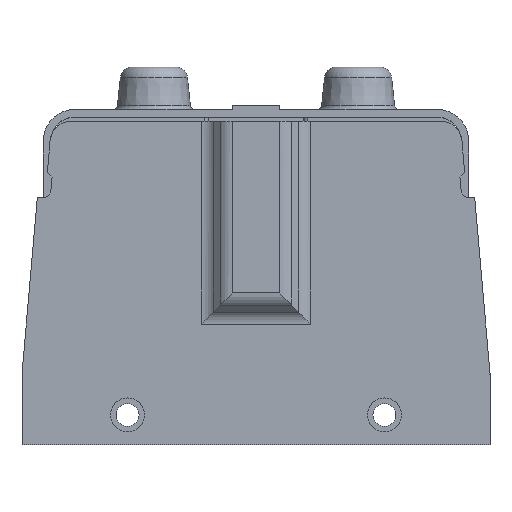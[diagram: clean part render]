
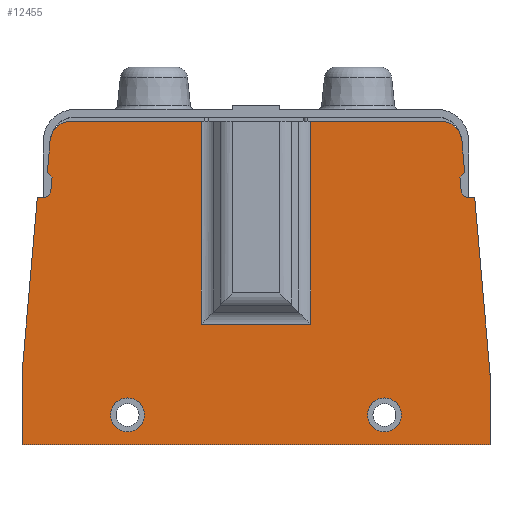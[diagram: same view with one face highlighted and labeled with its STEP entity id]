
A CAD part, top view. The second image highlights one B-rep face of the part: STEP entity #12455.
In plain terms, the highlighted planar face has unit normal (0, 0, 1).
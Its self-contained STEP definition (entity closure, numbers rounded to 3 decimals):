
#1766=DIRECTION('',(-1.,0.,0.));
#1767=VECTOR('',#1766,1.197);
#1768=CARTESIAN_POINT('',(51.4,20.,21.));
#1769=LINE('',#1768,#1767);
#1778=CARTESIAN_POINT('',(43.419,33.,21.));
#1779=DIRECTION('',(0.,0.,-1.));
#1780=DIRECTION('',(0.,1.,0.));
#1781=AXIS2_PLACEMENT_3D('',#1778,#1779,#1780);
#1783=DIRECTION('',(0.087,-0.996,0.));
#1784=VECTOR('',#1783,7.464);
#1785=CARTESIAN_POINT('',(48.4,33.436,21.));
#1786=LINE('',#1785,#1784);
#1787=DIRECTION('',(-0.707,-0.707,0.));
#1788=VECTOR('',#1787,1.566);
#1789=CARTESIAN_POINT('',(49.05,26.,21.));
#1790=LINE('',#1789,#1788);
#1791=DIRECTION('',(0.087,-0.996,0.));
#1792=VECTOR('',#1791,3.078);
#1793=CARTESIAN_POINT('',(47.942,24.892,21.));
#1794=LINE('',#1793,#1792);
#1795=CARTESIAN_POINT('',(50.203,22.,21.));
#1796=DIRECTION('',(0.,0.,1.));
#1797=DIRECTION('',(-0.996,-0.087,0.));
#1798=AXIS2_PLACEMENT_3D('',#1795,#1796,#1797);
#1800=DIRECTION('',(0.087,-0.996,0.));
#1801=VECTOR('',#1800,41.306);
#1802=CARTESIAN_POINT('',(51.4,20.,21.));
#1803=LINE('',#1802,#1801);
#1804=DIRECTION('',(0.087,0.996,0.));
#1805=VECTOR('',#1804,41.306);
#1806=CARTESIAN_POINT('',(-55.,-21.148,21.));
#1807=LINE('',#1806,#1805);
#1808=CARTESIAN_POINT('',(-50.203,22.,21.));
#1809=DIRECTION('',(0.,0.,1.));
#1810=DIRECTION('',(0.,-1.,0.));
#1811=AXIS2_PLACEMENT_3D('',#1808,#1809,#1810);
#1813=DIRECTION('',(0.087,0.996,0.));
#1814=VECTOR('',#1813,3.078);
#1815=CARTESIAN_POINT('',(-48.211,21.826,21.));
#1816=LINE('',#1815,#1814);
#1817=DIRECTION('',(-0.707,0.707,0.));
#1818=VECTOR('',#1817,1.566);
#1819=CARTESIAN_POINT('',(-47.942,24.892,21.));
#1820=LINE('',#1819,#1818);
#1821=DIRECTION('',(0.087,0.996,0.));
#1822=VECTOR('',#1821,7.464);
#1823=CARTESIAN_POINT('',(-49.05,26.,21.));
#1824=LINE('',#1823,#1822);
#1825=CARTESIAN_POINT('',(-43.419,33.,21.));
#1826=DIRECTION('',(0.,0.,-1.));
#1827=DIRECTION('',(-0.996,0.087,0.));
#1828=AXIS2_PLACEMENT_3D('',#1825,#1826,#1827);
#1830=CARTESIAN_POINT('',(30.2,-31.,21.));
#1831=DIRECTION('',(0.,0.,1.));
#1832=DIRECTION('',(-1.,0.,0.));
#1833=AXIS2_PLACEMENT_3D('',#1830,#1831,#1832);
#1835=CARTESIAN_POINT('',(30.2,-31.,21.));
#1836=DIRECTION('',(0.,0.,1.));
#1837=DIRECTION('',(1.,0.,0.));
#1838=AXIS2_PLACEMENT_3D('',#1835,#1836,#1837);
#1840=CARTESIAN_POINT('',(-30.2,-31.,21.));
#1841=DIRECTION('',(0.,0.,1.));
#1842=DIRECTION('',(-1.,0.,0.));
#1843=AXIS2_PLACEMENT_3D('',#1840,#1841,#1842);
#1845=CARTESIAN_POINT('',(-30.2,-31.,21.));
#1846=DIRECTION('',(0.,0.,1.));
#1847=DIRECTION('',(1.,0.,0.));
#1848=AXIS2_PLACEMENT_3D('',#1845,#1846,#1847);
#1857=DIRECTION('',(0.,1.,0.));
#1858=VECTOR('',#1857,47.657);
#1859=CARTESIAN_POINT('',(-12.857,-9.657,21.));
#1860=LINE('',#1859,#1858);
#1868=DIRECTION('',(-1.,0.,0.));
#1869=VECTOR('',#1868,25.714);
#1870=CARTESIAN_POINT('',(12.857,-9.657,21.));
#1871=LINE('',#1870,#1869);
#1872=DIRECTION('',(0.,-1.,0.));
#1873=VECTOR('',#1872,47.657);
#1874=CARTESIAN_POINT('',(12.857,38.,21.));
#1875=LINE('',#1874,#1873);
#1968=DIRECTION('',(-1.,0.,0.));
#1969=VECTOR('',#1968,30.562);
#1970=CARTESIAN_POINT('',(43.419,38.,21.));
#1971=LINE('',#1970,#1969);
#2000=DIRECTION('',(-1.,0.,0.));
#2001=VECTOR('',#2000,30.562);
#2002=CARTESIAN_POINT('',(-12.857,38.,21.));
#2003=LINE('',#2002,#2001);
#2639=DIRECTION('',(1.,0.,0.));
#2640=VECTOR('',#2639,110.);
#2641=CARTESIAN_POINT('',(-55.,-38.,21.));
#2642=LINE('',#2641,#2640);
#2730=DIRECTION('',(0.,-1.,0.));
#2731=VECTOR('',#2730,16.852);
#2732=CARTESIAN_POINT('',(-55.,-21.148,21.));
#2733=LINE('',#2732,#2731);
#2754=DIRECTION('',(-1.,0.,0.));
#2755=VECTOR('',#2754,1.197);
#2756=CARTESIAN_POINT('',(-50.203,20.,21.));
#2757=LINE('',#2756,#2755);
#3170=DIRECTION('',(0.,1.,0.));
#3171=VECTOR('',#3170,16.852);
#3172=CARTESIAN_POINT('',(55.,-38.,21.));
#3173=LINE('',#3172,#3171);
#8087=CARTESIAN_POINT('',(-34.2,-31.,21.));
#8088=CARTESIAN_POINT('',(-26.2,-31.,21.));
#8089=VERTEX_POINT('',#8087);
#8090=VERTEX_POINT('',#8088);
#8091=CARTESIAN_POINT('',(26.2,-31.,21.));
#8092=CARTESIAN_POINT('',(34.2,-31.,21.));
#8093=VERTEX_POINT('',#8091);
#8094=VERTEX_POINT('',#8092);
#8095=CARTESIAN_POINT('',(-12.857,-9.657,21.));
#8096=CARTESIAN_POINT('',(-12.857,38.,21.));
#8097=VERTEX_POINT('',#8095);
#8098=VERTEX_POINT('',#8096);
#8099=CARTESIAN_POINT('',(12.857,-9.657,21.));
#8100=VERTEX_POINT('',#8099);
#8101=CARTESIAN_POINT('',(12.857,38.,21.));
#8102=VERTEX_POINT('',#8101);
#8103=CARTESIAN_POINT('',(43.419,38.,21.));
#8104=VERTEX_POINT('',#8103);
#8105=CARTESIAN_POINT('',(48.4,33.436,21.));
#8106=VERTEX_POINT('',#8105);
#8107=CARTESIAN_POINT('',(49.05,26.,21.));
#8108=VERTEX_POINT('',#8107);
#8109=CARTESIAN_POINT('',(47.942,24.892,21.));
#8110=VERTEX_POINT('',#8109);
#8111=CARTESIAN_POINT('',(48.211,21.826,21.));
#8112=VERTEX_POINT('',#8111);
#8113=CARTESIAN_POINT('',(50.203,20.,21.));
#8114=VERTEX_POINT('',#8113);
#8115=CARTESIAN_POINT('',(51.4,20.,21.));
#8116=VERTEX_POINT('',#8115);
#8117=CARTESIAN_POINT('',(55.,-21.148,21.));
#8118=VERTEX_POINT('',#8117);
#8119=CARTESIAN_POINT('',(55.,-38.,21.));
#8120=VERTEX_POINT('',#8119);
#8121=CARTESIAN_POINT('',(-55.,-38.,21.));
#8122=VERTEX_POINT('',#8121);
#8123=CARTESIAN_POINT('',(-55.,-21.148,21.));
#8124=VERTEX_POINT('',#8123);
#8125=CARTESIAN_POINT('',(-51.4,20.,21.));
#8126=VERTEX_POINT('',#8125);
#8127=CARTESIAN_POINT('',(-50.203,20.,21.));
#8128=VERTEX_POINT('',#8127);
#8129=CARTESIAN_POINT('',(-48.211,21.826,21.));
#8130=VERTEX_POINT('',#8129);
#8131=CARTESIAN_POINT('',(-47.942,24.892,21.));
#8132=VERTEX_POINT('',#8131);
#8133=CARTESIAN_POINT('',(-49.05,26.,21.));
#8134=VERTEX_POINT('',#8133);
#8135=CARTESIAN_POINT('',(-48.4,33.436,21.));
#8136=VERTEX_POINT('',#8135);
#8137=CARTESIAN_POINT('',(-43.419,38.,21.));
#8138=VERTEX_POINT('',#8137);
#12399=CARTESIAN_POINT('',(0.,0.,21.));
#12400=DIRECTION('',(0.,0.,1.));
#12401=DIRECTION('',(-1.,0.,0.));
#12402=AXIS2_PLACEMENT_3D('',#12399,#12400,#12401);
#12403=PLANE('',#12402);
#12405=ORIENTED_EDGE('',*,*,#12404,.F.);
#12407=ORIENTED_EDGE('',*,*,#12406,.F.);
#12409=ORIENTED_EDGE('',*,*,#12408,.F.);
#12411=ORIENTED_EDGE('',*,*,#12410,.F.);
#12412=ORIENTED_EDGE('',*,*,#12275,.T.);
#12413=ORIENTED_EDGE('',*,*,#12300,.T.);
#12414=ORIENTED_EDGE('',*,*,#12321,.T.);
#12415=ORIENTED_EDGE('',*,*,#12342,.T.);
#12416=ORIENTED_EDGE('',*,*,#12364,.T.);
#12417=ORIENTED_EDGE('',*,*,#12383,.F.);
#12419=ORIENTED_EDGE('',*,*,#12418,.T.);
#12421=ORIENTED_EDGE('',*,*,#12420,.F.);
#12423=ORIENTED_EDGE('',*,*,#12422,.F.);
#12425=ORIENTED_EDGE('',*,*,#12424,.F.);
#12427=ORIENTED_EDGE('',*,*,#12426,.T.);
#12429=ORIENTED_EDGE('',*,*,#12428,.F.);
#12431=ORIENTED_EDGE('',*,*,#12430,.T.);
#12433=ORIENTED_EDGE('',*,*,#12432,.T.);
#12435=ORIENTED_EDGE('',*,*,#12434,.T.);
#12437=ORIENTED_EDGE('',*,*,#12436,.T.);
#12438=ORIENTED_EDGE('',*,*,#12201,.T.);
#12440=ORIENTED_EDGE('',*,*,#12439,.F.);
#12441=EDGE_LOOP('',(#12405,#12407,#12409,#12411,#12412,#12413,#12414,#12415,
#12416,#12417,#12419,#12421,#12423,#12425,#12427,#12429,#12431,#12433,#12435,
#12437,#12438,#12440));
#12442=FACE_OUTER_BOUND('',#12441,.F.);
#12444=ORIENTED_EDGE('',*,*,#12443,.T.);
#12446=ORIENTED_EDGE('',*,*,#12445,.T.);
#12447=EDGE_LOOP('',(#12444,#12446));
#12448=FACE_BOUND('',#12447,.F.);
#12450=ORIENTED_EDGE('',*,*,#12449,.T.);
#12452=ORIENTED_EDGE('',*,*,#12451,.T.);
#12453=EDGE_LOOP('',(#12450,#12452));
#12454=FACE_BOUND('',#12453,.F.);
#1782=CIRCLE('',#1781,5.);
#1799=CIRCLE('',#1798,2.);
#1812=CIRCLE('',#1811,2.);
#1829=CIRCLE('',#1828,5.);
#1834=CIRCLE('',#1833,4.);
#1839=CIRCLE('',#1838,4.);
#1844=CIRCLE('',#1843,4.);
#1849=CIRCLE('',#1848,4.);
#12201=EDGE_CURVE('',#8136,#8138,#1829,.T.);
#12275=EDGE_CURVE('',#8104,#8106,#1782,.T.);
#12300=EDGE_CURVE('',#8106,#8108,#1786,.T.);
#12321=EDGE_CURVE('',#8108,#8110,#1790,.T.);
#12342=EDGE_CURVE('',#8110,#8112,#1794,.T.);
#12364=EDGE_CURVE('',#8112,#8114,#1799,.T.);
#12383=EDGE_CURVE('',#8116,#8114,#1769,.T.);
#12404=EDGE_CURVE('',#8097,#8098,#1860,.T.);
#12406=EDGE_CURVE('',#8100,#8097,#1871,.T.);
#12408=EDGE_CURVE('',#8102,#8100,#1875,.T.);
#12410=EDGE_CURVE('',#8104,#8102,#1971,.T.);
#12418=EDGE_CURVE('',#8116,#8118,#1803,.T.);
#12420=EDGE_CURVE('',#8120,#8118,#3173,.T.);
#12422=EDGE_CURVE('',#8122,#8120,#2642,.T.);
#12424=EDGE_CURVE('',#8124,#8122,#2733,.T.);
#12426=EDGE_CURVE('',#8124,#8126,#1807,.T.);
#12428=EDGE_CURVE('',#8128,#8126,#2757,.T.);
#12430=EDGE_CURVE('',#8128,#8130,#1812,.T.);
#12432=EDGE_CURVE('',#8130,#8132,#1816,.T.);
#12434=EDGE_CURVE('',#8132,#8134,#1820,.T.);
#12436=EDGE_CURVE('',#8134,#8136,#1824,.T.);
#12439=EDGE_CURVE('',#8098,#8138,#2003,.T.);
#12443=EDGE_CURVE('',#8093,#8094,#1834,.T.);
#12445=EDGE_CURVE('',#8094,#8093,#1839,.T.);
#12449=EDGE_CURVE('',#8089,#8090,#1844,.T.);
#12451=EDGE_CURVE('',#8090,#8089,#1849,.T.);
#12455=ADVANCED_FACE('',(#12442,#12448,#12454),#12403,.T.);
